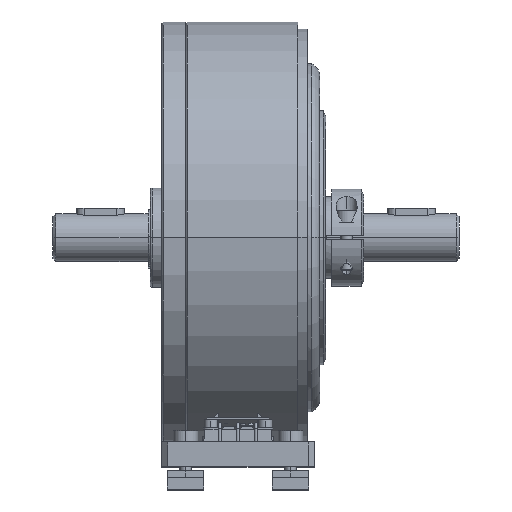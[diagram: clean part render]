
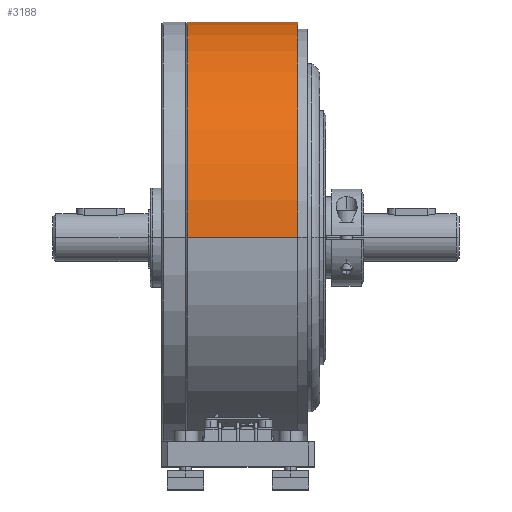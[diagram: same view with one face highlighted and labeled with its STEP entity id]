
A CAD part, top view. The second image highlights one B-rep face of the part: STEP entity #3188.
In plain terms, the highlighted cylindrical face has radius 113.03 mm (diameter 226.06 mm), a partial arc.
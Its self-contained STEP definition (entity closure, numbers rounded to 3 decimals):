
#86 = EDGE_CURVE ( 'NONE', #695, #20518, #2153, .T. ) ;
#638 = DIRECTION ( 'NONE',  ( 0., 0., 1. ) ) ;
#695 = VERTEX_POINT ( 'NONE', #3395 ) ;
#1023 = EDGE_CURVE ( 'NONE', #695, #9593, #11659, .T. ) ;
#1186 = DIRECTION ( 'NONE',  ( -1., 0., 0. ) ) ;
#1584 = EDGE_CURVE ( 'NONE', #2753, #9593, #20793, .T. ) ;
#1790 = AXIS2_PLACEMENT_3D ( 'NONE', #6040, #13987, #21549 ) ;
#1870 = ORIENTED_EDGE ( 'NONE', *, *, #86, .T. ) ;
#2153 = CIRCLE ( 'NONE', #1790, 113.03 ) ;
#2511 = CYLINDRICAL_SURFACE ( 'NONE', #22667, 113.03 ) ;
#2753 = VERTEX_POINT ( 'NONE', #11414 ) ;
#3109 = DIRECTION ( 'NONE',  ( 0., 0., -1. ) ) ;
#3188 = ADVANCED_FACE ( 'NONE', ( #19599 ), #2511, .T. ) ;
#3395 = CARTESIAN_POINT ( 'NONE',  ( 128.487, 0., 113.03 ) ) ;
#4048 = CARTESIAN_POINT ( 'NONE',  ( 53.348, 0., 113.03 ) ) ;
#5447 = VECTOR ( 'NONE', #21108, 1000. ) ;
#5982 = CARTESIAN_POINT ( 'NONE',  ( 128.487, 0., -113.03 ) ) ;
#6040 = CARTESIAN_POINT ( 'NONE',  ( 128.487, 0., 0. ) ) ;
#9262 = ORIENTED_EDGE ( 'NONE', *, *, #1584, .T. ) ;
#9593 = VERTEX_POINT ( 'NONE', #21560 ) ;
#10156 = CARTESIAN_POINT ( 'NONE',  ( 53.348, 0., 0. ) ) ;
#10663 = EDGE_CURVE ( 'NONE', #20518, #2753, #13917, .T. ) ;
#10758 = DIRECTION ( 'NONE',  ( 1., 0., 0. ) ) ;
#11414 = CARTESIAN_POINT ( 'NONE',  ( 70.423, 0., -113.03 ) ) ;
#11659 = LINE ( 'NONE', #4048, #5447 ) ;
#12436 = ORIENTED_EDGE ( 'NONE', *, *, #1023, .F. ) ;
#13103 = VECTOR ( 'NONE', #1186, 1000. ) ;
#13917 = LINE ( 'NONE', #17568, #13103 ) ;
#13935 = ORIENTED_EDGE ( 'NONE', *, *, #10663, .T. ) ;
#13987 = DIRECTION ( 'NONE',  ( -1., 0., 0. ) ) ;
#14042 = EDGE_LOOP ( 'NONE', ( #1870, #13935, #9262, #12436 ) ) ;
#17568 = CARTESIAN_POINT ( 'NONE',  ( 53.348, 0., -113.03 ) ) ;
#17721 = DIRECTION ( 'NONE',  ( -1., 0., 0. ) ) ;
#18330 = CARTESIAN_POINT ( 'NONE',  ( 70.423, 0., 0. ) ) ;
#19599 = FACE_OUTER_BOUND ( 'NONE', #14042, .T. ) ;
#20518 = VERTEX_POINT ( 'NONE', #5982 ) ;
#20793 = CIRCLE ( 'NONE', #21576, 113.03 ) ;
#21108 = DIRECTION ( 'NONE',  ( -1., 0., 0. ) ) ;
#21549 = DIRECTION ( 'NONE',  ( 0., 0., 1. ) ) ;
#21560 = CARTESIAN_POINT ( 'NONE',  ( 70.423, 0., 113.03 ) ) ;
#21576 = AXIS2_PLACEMENT_3D ( 'NONE', #18330, #10758, #3109 ) ;
#22667 = AXIS2_PLACEMENT_3D ( 'NONE', #10156, #17721, #638 ) ;
